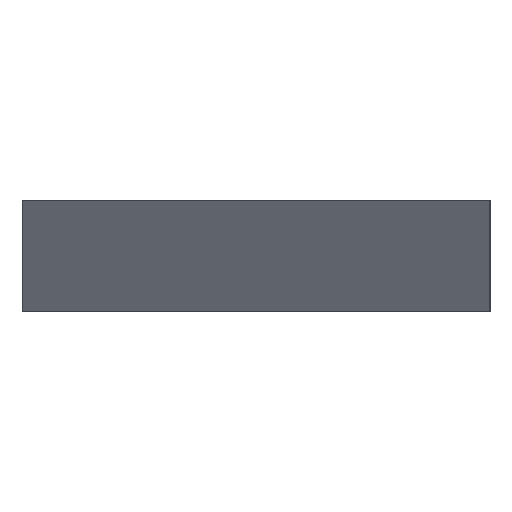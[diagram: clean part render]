
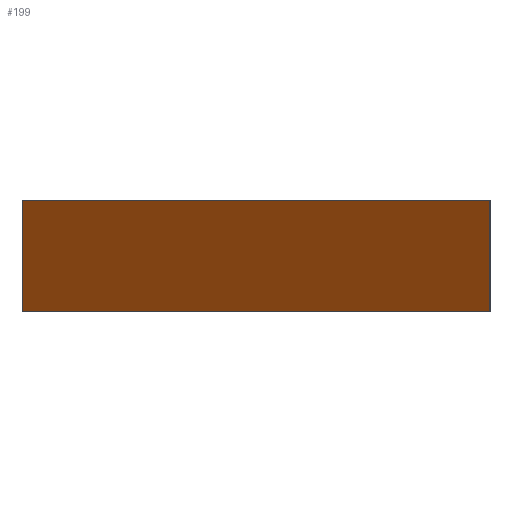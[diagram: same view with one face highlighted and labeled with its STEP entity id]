
A CAD part, left-side view. The second image highlights one B-rep face of the part: STEP entity #199.
In plain terms, the highlighted planar face has unit normal (-0.707, 0.707, 0).
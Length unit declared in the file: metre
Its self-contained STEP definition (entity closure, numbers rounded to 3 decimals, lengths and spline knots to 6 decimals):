
#7 = EDGE_CURVE ( 'NONE', #229, #134, #8, .T. ) ;
#8 = LINE ( 'NONE', #97, #126 ) ;
#14 = VECTOR ( 'NONE', #183, 1. ) ;
#33 = EDGE_CURVE ( 'NONE', #134, #74, #92, .T. ) ;
#37 = CARTESIAN_POINT ( 'NONE',  ( 0.2667, 0.2667, 0. ) ) ;
#48 = ORIENTED_EDGE ( 'NONE', *, *, #33, .T. ) ;
#50 = ORIENTED_EDGE ( 'NONE', *, *, #7, .T. ) ;
#59 = CARTESIAN_POINT ( 'NONE',  ( 0., 0., 0.0635 ) ) ;
#62 = VERTEX_POINT ( 'NONE', #59 ) ;
#72 = DIRECTION ( 'NONE',  ( -0.707, -0.707, 0. ) ) ;
#74 = VERTEX_POINT ( 'NONE', #95 ) ;
#77 = EDGE_CURVE ( 'NONE', #62, #74, #197, .T. ) ;
#85 = ORIENTED_EDGE ( 'NONE', *, *, #231, .F. ) ;
#92 = LINE ( 'NONE', #37, #14 ) ;
#95 = CARTESIAN_POINT ( 'NONE',  ( 0., 0., 0. ) ) ;
#97 = CARTESIAN_POINT ( 'NONE',  ( 0.2667, 0.2667, 0.0635 ) ) ;
#105 = VECTOR ( 'NONE', #72, 1. ) ;
#110 = PLANE ( 'NONE',  #182 ) ;
#112 = FACE_OUTER_BOUND ( 'NONE', #211, .T. ) ;
#118 = DIRECTION ( 'NONE',  ( 0.707, 0.707, 0. ) ) ;
#122 = LINE ( 'NONE', #132, #105 ) ;
#123 = CARTESIAN_POINT ( 'NONE',  ( 0.2667, 0.2667, 0. ) ) ;
#126 = VECTOR ( 'NONE', #164, 1. ) ;
#132 = CARTESIAN_POINT ( 'NONE',  ( 0.2667, 0.2667, 0.0635 ) ) ;
#134 = VERTEX_POINT ( 'NONE', #123 ) ;
#142 = CARTESIAN_POINT ( 'NONE',  ( 0., 0., 0.0635 ) ) ;
#164 = DIRECTION ( 'NONE',  ( 0., 0., -1. ) ) ;
#170 = DIRECTION ( 'NONE',  ( 0.707, -0.707, 0. ) ) ;
#174 = ORIENTED_EDGE ( 'NONE', *, *, #77, .F. ) ;
#182 = AXIS2_PLACEMENT_3D ( 'NONE', #196, #170, #118 ) ;
#183 = DIRECTION ( 'NONE',  ( -0.707, -0.707, 0. ) ) ;
#195 = DIRECTION ( 'NONE',  ( 0., 0., -1. ) ) ;
#196 = CARTESIAN_POINT ( 'NONE',  ( 0.2667, 0.2667, 0.0635 ) ) ;
#197 = LINE ( 'NONE', #142, #222 ) ;
#199 = ADVANCED_FACE ( 'NONE', ( #112 ), #110, .F. ) ;
#201 = CARTESIAN_POINT ( 'NONE',  ( 0.2667, 0.2667, 0.0635 ) ) ;
#211 = EDGE_LOOP ( 'NONE', ( #48, #174, #85, #50 ) ) ;
#222 = VECTOR ( 'NONE', #195, 1. ) ;
#229 = VERTEX_POINT ( 'NONE', #201 ) ;
#231 = EDGE_CURVE ( 'NONE', #229, #62, #122, .T. ) ;
